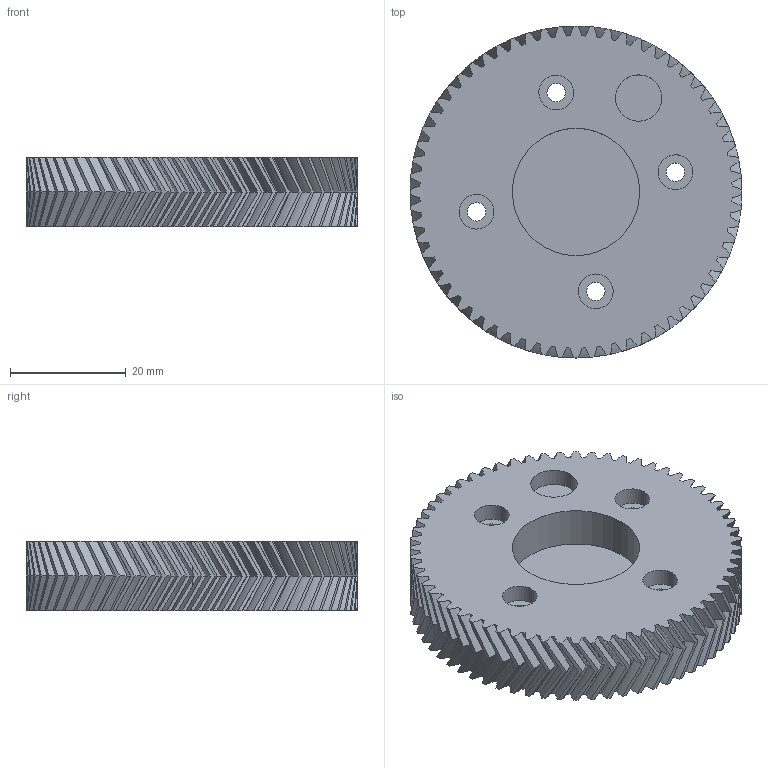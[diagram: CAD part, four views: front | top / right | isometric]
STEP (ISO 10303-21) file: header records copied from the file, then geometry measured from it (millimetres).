
FILE_DESCRIPTION (( 'STEP AP214' ), '1' );
FILE_NAME ('64 Tooth Herringbone Gear.STEP', '2021-03-12T15:17:47', ( '' ), ( '' ), 'SwSTEP 2.0', 'SolidWorks 2019', '' );
FILE_SCHEMA (( 'AUTOMOTIVE_DESIGN' ));
Length unit declared in the file: millimetre
Products named in the file (1): 64 Tooth Herringbone Gear
Bounding box: 57.31 x 57.31 x 12 mm (x, y, z)
Volume: 25809 mm3; surface area: 10179.7 mm2
Topology: 1 solids, 1 shells, 484 faces, 1300 edges, 824 vertices
Faces by surface type: bspline 384, cylinder 92, plane 8
Entity records: 20698 total; most frequent: CARTESIAN_POINT 11803, ORIENTED_EDGE 2600, EDGE_CURVE 1300, B_SPLINE_CURVE_WITH_KNOTS 1102, VERTEX_POINT 824, DIRECTION 570, EDGE_LOOP 498, ADVANCED_FACE 484
